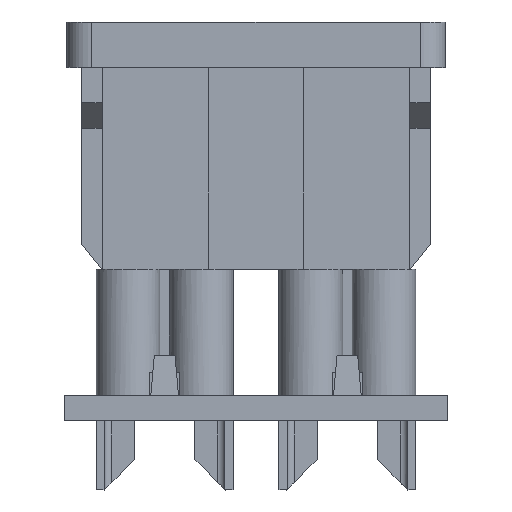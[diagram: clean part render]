
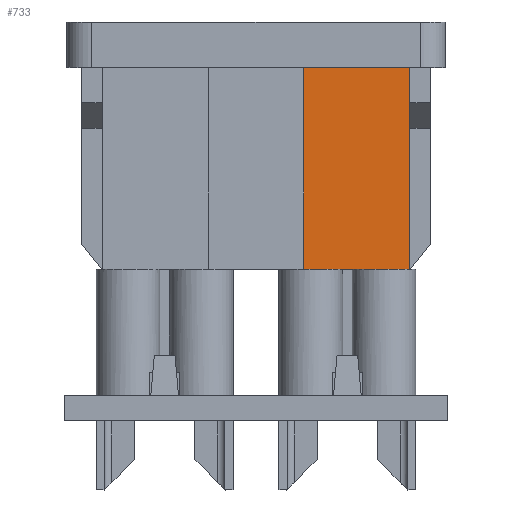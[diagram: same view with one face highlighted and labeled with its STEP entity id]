
A CAD part, top view. The second image highlights one B-rep face of the part: STEP entity #733.
In plain terms, the highlighted face is planar.
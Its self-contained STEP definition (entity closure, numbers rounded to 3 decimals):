
#220 = LINE ( 'NONE', #9279, #4313 ) ;
#302 = DIRECTION ( 'NONE',  ( 0., 1., 0. ) ) ;
#327 = DIRECTION ( 'NONE',  ( 1., 0., 0. ) ) ;
#440 = FACE_OUTER_BOUND ( 'NONE', #1924, .T. ) ;
#733 = ADVANCED_FACE ( 'NONE', ( #440 ), #2636, .F. ) ;
#1054 = CARTESIAN_POINT ( 'NONE',  ( 17.272, 1.715, -10.16 ) ) ;
#1246 = VECTOR ( 'NONE', #9162, 1000. ) ;
#1349 = ORIENTED_EDGE ( 'NONE', *, *, #7411, .T. ) ;
#1631 = VERTEX_POINT ( 'NONE', #4267 ) ;
#1643 = VECTOR ( 'NONE', #1772, 1000. ) ;
#1772 = DIRECTION ( 'NONE',  ( 0., 0., 1. ) ) ;
#1924 = EDGE_LOOP ( 'NONE', ( #1349, #6767, #3450, #9819, #2404 ) ) ;
#1934 = LINE ( 'NONE', #5736, #3016 ) ;
#1961 = EDGE_CURVE ( 'NONE', #5404, #4756, #8911, .T. ) ;
#2404 = ORIENTED_EDGE ( 'NONE', *, *, #1961, .T. ) ;
#2636 = PLANE ( 'NONE',  #7320 ) ;
#3016 = VECTOR ( 'NONE', #7275, 1000. ) ;
#3068 = VERTEX_POINT ( 'NONE', #9718 ) ;
#3450 = ORIENTED_EDGE ( 'NONE', *, *, #5419, .F. ) ;
#3483 = DIRECTION ( 'NONE',  ( -1., 0., 0. ) ) ;
#3744 = CARTESIAN_POINT ( 'NONE',  ( 17.272, 1.715, 0. ) ) ;
#4218 = LINE ( 'NONE', #5011, #9904 ) ;
#4236 = CARTESIAN_POINT ( 'NONE',  ( 17.272, 1.715, -10.16 ) ) ;
#4267 = CARTESIAN_POINT ( 'NONE',  ( 11.938, 1.715, -10.16 ) ) ;
#4313 = VECTOR ( 'NONE', #6937, 1000. ) ;
#4756 = VERTEX_POINT ( 'NONE', #5344 ) ;
#5011 = CARTESIAN_POINT ( 'NONE',  ( 17.272, 1.715, -10.16 ) ) ;
#5036 = CARTESIAN_POINT ( 'NONE',  ( 17.272, 1.715, -2.759 ) ) ;
#5344 = CARTESIAN_POINT ( 'NONE',  ( 17.272, 1.715, 0. ) ) ;
#5404 = VERTEX_POINT ( 'NONE', #5036 ) ;
#5419 = EDGE_CURVE ( 'NONE', #7318, #1631, #4218, .T. ) ;
#5736 = CARTESIAN_POINT ( 'NONE',  ( 11.938, 1.715, -10.16 ) ) ;
#6425 = LINE ( 'NONE', #3744, #1246 ) ;
#6767 = ORIENTED_EDGE ( 'NONE', *, *, #9262, .F. ) ;
#6937 = DIRECTION ( 'NONE',  ( 0., 0., 1. ) ) ;
#7275 = DIRECTION ( 'NONE',  ( 0., 0., 1. ) ) ;
#7318 = VERTEX_POINT ( 'NONE', #9061 ) ;
#7320 = AXIS2_PLACEMENT_3D ( 'NONE', #4236, #302, #327 ) ;
#7411 = EDGE_CURVE ( 'NONE', #4756, #3068, #6425, .T. ) ;
#8911 = LINE ( 'NONE', #1054, #1643 ) ;
#9061 = CARTESIAN_POINT ( 'NONE',  ( 17.272, 1.715, -10.16 ) ) ;
#9162 = DIRECTION ( 'NONE',  ( -1., 0., 0. ) ) ;
#9262 = EDGE_CURVE ( 'NONE', #1631, #3068, #1934, .T. ) ;
#9279 = CARTESIAN_POINT ( 'NONE',  ( 17.272, 1.715, -10.16 ) ) ;
#9718 = CARTESIAN_POINT ( 'NONE',  ( 11.938, 1.715, 0. ) ) ;
#9819 = ORIENTED_EDGE ( 'NONE', *, *, #9969, .T. ) ;
#9904 = VECTOR ( 'NONE', #3483, 1000. ) ;
#9969 = EDGE_CURVE ( 'NONE', #7318, #5404, #220, .T. ) ;
